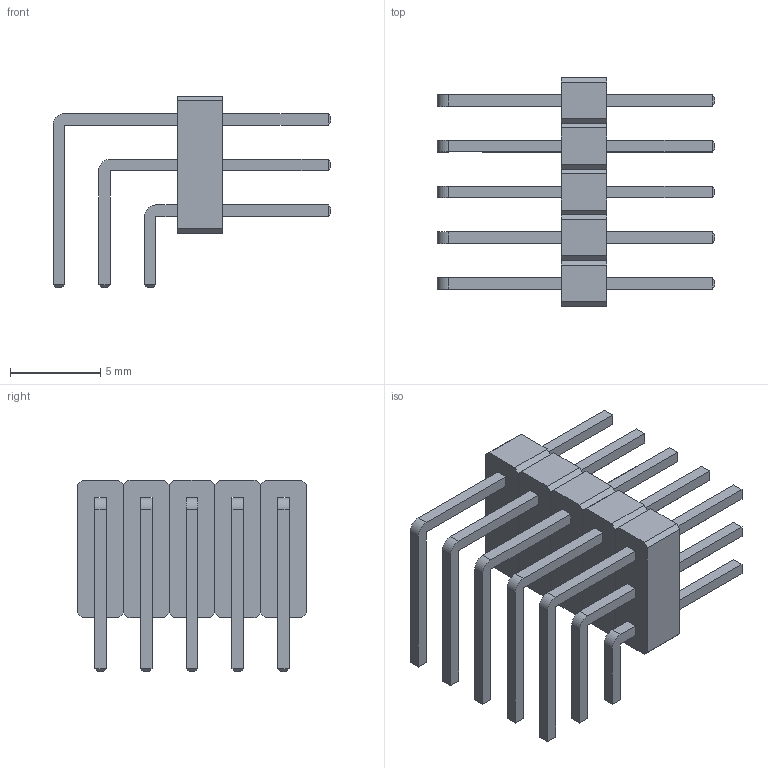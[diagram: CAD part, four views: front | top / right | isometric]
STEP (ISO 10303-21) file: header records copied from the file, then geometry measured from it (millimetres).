
FILE_DESCRIPTION(('FreeCAD Model'),'2;1');
FILE_NAME('Open CASCADE Shape Model','2022-01-07T05:09:51',( 'kicad StepUp'),('ksu MCAD'),'Open CASCADE STEP processor 7.5', 'FreeCAD','Unknown');
FILE_SCHEMA(('AUTOMOTIVE_DESIGN { 1 0 10303 214 1 1 1 1 }'));
Length unit declared in the file: millimetre
Products named in the file (1): PinHeader_3x05_P2.54mm_Horizontal
Bounding box: 15.44 x 12.7 x 10.62 mm (x, y, z)
Volume: 346 mm3; surface area: 1271.1 mm2
Topology: 20 solids, 20 shells, 365 faces, 855 edges, 530 vertices
Faces by surface type: plane 350, cylinder 15
Entity records: 12851 total; most frequent: CARTESIAN_POINT 1751, ORIENTED_EDGE 1710, DIRECTION 1617, EDGE_CURVE 855, LINE 825, VECTOR 825, VERTEX_POINT 530, AXIS2_PLACEMENT_3D 396
